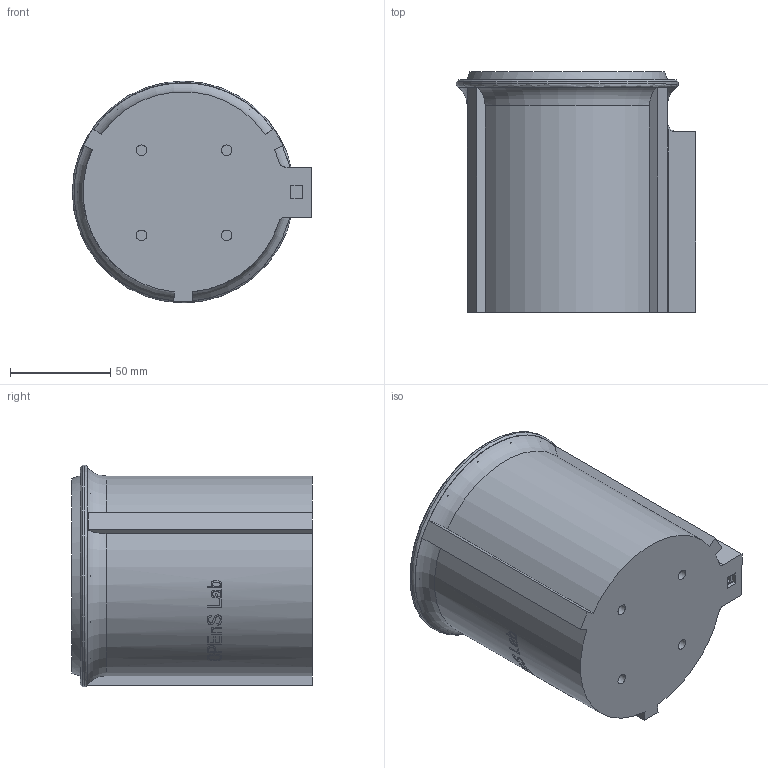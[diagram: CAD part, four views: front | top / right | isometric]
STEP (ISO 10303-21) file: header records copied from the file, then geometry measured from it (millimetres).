
FILE_DESCRIPTION(/* description */ (''),/* implementation_level */ '2;1');
FILE_NAME(/* name */ 'Container Evaporometer LITE.step',/* time_stamp */ '2019-04-23T16:34:36-07:00',/* author */ ('lopej212'),/* organization */ (''),/* preprocessor_version */ 'ST-DEVELOPER v18',/* originating_system */ 'Autodesk Translation Framework v8.2.0.1029',/* authorisation */ '');
FILE_SCHEMA (('AUTOMOTIVE_DESIGN { 1 0 10303 214 3 1 1 }'));
Length unit declared in the file: millimetre
Products named in the file (1): RainValidator4
Bounding box: 119.3 x 119.91 x 110.59 mm (x, y, z)
Volume: 146434.8 mm3; surface area: 105420.6 mm2
Topology: 1 solids, 1 shells, 456 faces, 1349 edges, 954 vertices
Faces by surface type: bspline 235, plane 167, cylinder 40, cone 9, torus 5
Full cylindrical faces by diameter (mm): 1 x14, 3 x3, 5.31 x4, 97 x1, 110.595 x1
Entity records: 18455 total; most frequent: CARTESIAN_POINT 7962, ORIENTED_EDGE 2698, EDGE_CURVE 1349, DIRECTION 1231, VERTEX_POINT 954, B_SPLINE_CURVE_WITH_KNOTS 648, LINE 609, VECTOR 609
